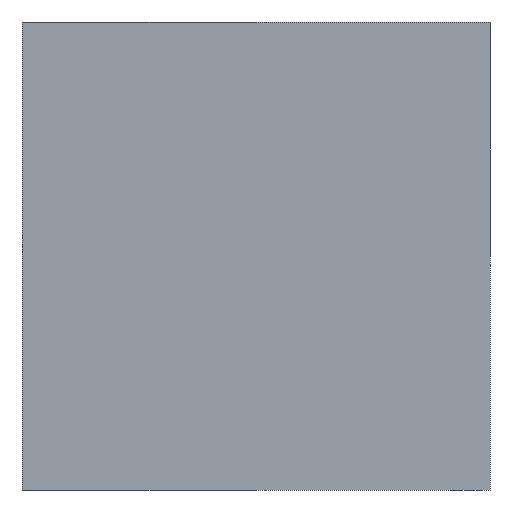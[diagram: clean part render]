
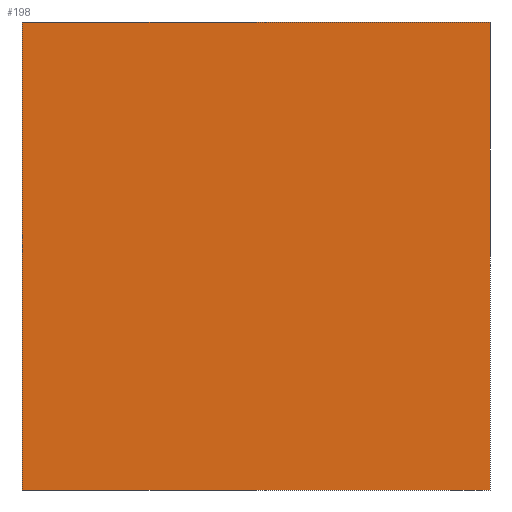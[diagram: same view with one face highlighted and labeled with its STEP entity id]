
A CAD part, front view. The second image highlights one B-rep face of the part: STEP entity #198.
In plain terms, the highlighted planar face has unit normal (0, -1, 0).
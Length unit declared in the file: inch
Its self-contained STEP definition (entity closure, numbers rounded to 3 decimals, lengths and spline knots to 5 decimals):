
#28=PLANE('',#230);
#38=FACE_OUTER_BOUND('',#56,.T.);
#56=EDGE_LOOP('',(#181,#182,#183,#184));
#61=LINE('',#313,#77);
#65=LINE('',#321,#81);
#68=LINE('',#327,#84);
#71=LINE('',#332,#87);
#77=VECTOR('',#263,0.3937);
#81=VECTOR('',#269,0.3937);
#84=VECTOR('',#274,0.3937);
#87=VECTOR('',#279,0.3937);
#105=VERTEX_POINT('',#311);
#106=VERTEX_POINT('',#312);
#109=VERTEX_POINT('',#320);
#111=VERTEX_POINT('',#326);
#125=EDGE_CURVE('',#105,#106,#61,.T.);
#129=EDGE_CURVE('',#109,#105,#65,.T.);
#132=EDGE_CURVE('',#111,#109,#68,.T.);
#135=EDGE_CURVE('',#106,#111,#71,.T.);
#181=ORIENTED_EDGE('',*,*,#135,.F.);
#182=ORIENTED_EDGE('',*,*,#125,.F.);
#183=ORIENTED_EDGE('',*,*,#129,.F.);
#184=ORIENTED_EDGE('',*,*,#132,.F.);
#198=ADVANCED_FACE('',(#38),#28,.F.);
#230=AXIS2_PLACEMENT_3D('',#335,#283,#284);
#263=DIRECTION('',(-1.,0.,0.));
#269=DIRECTION('',(0.,0.,-1.));
#274=DIRECTION('',(1.,0.,0.));
#279=DIRECTION('',(0.,0.,1.));
#283=DIRECTION('center_axis',(0.,1.,0.));
#284=DIRECTION('ref_axis',(1.,0.,0.));
#311=CARTESIAN_POINT('',(2.,0.,-2.));
#312=CARTESIAN_POINT('',(0.,0.,-2.));
#313=CARTESIAN_POINT('',(2.,0.,-2.));
#320=CARTESIAN_POINT('',(2.,0.,0.));
#321=CARTESIAN_POINT('',(2.,0.,0.));
#326=CARTESIAN_POINT('',(0.,0.,0.));
#327=CARTESIAN_POINT('',(0.,0.,0.));
#332=CARTESIAN_POINT('',(0.,0.,-2.));
#335=CARTESIAN_POINT('Origin',(1.,0.,-1.));
